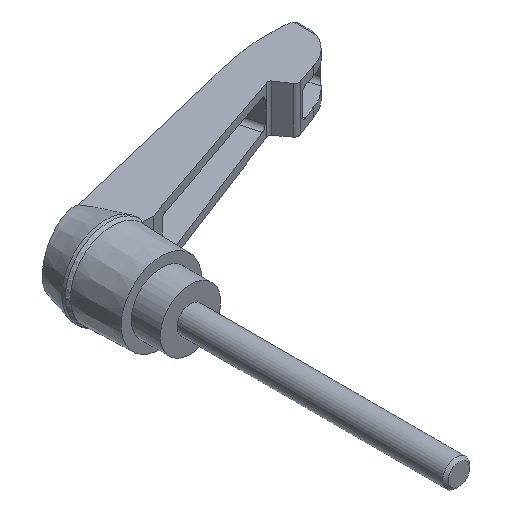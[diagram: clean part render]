
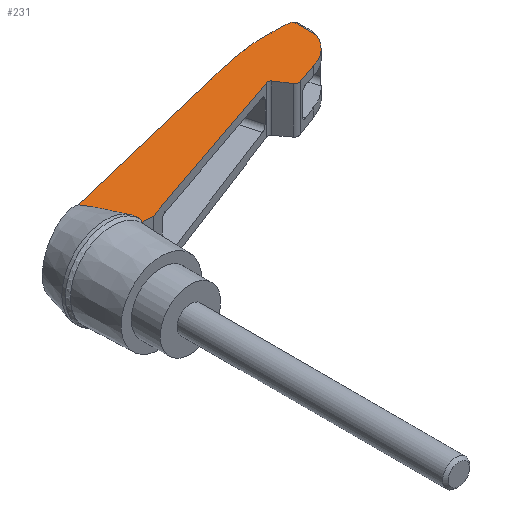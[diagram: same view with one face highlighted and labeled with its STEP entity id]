
A CAD part, isometric view. The second image highlights one B-rep face of the part: STEP entity #231.
In plain terms, the highlighted planar face has unit normal (0.034, 0, 0.999).
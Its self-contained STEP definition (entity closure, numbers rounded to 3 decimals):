
#231 = ADVANCED_FACE( '', ( #483 ), #484, .F. );
#483 = FACE_OUTER_BOUND( '', #749, .T. );
#484 = PLANE( '', #750 );
#749 = EDGE_LOOP( '', ( #1404, #1405, #1406, #1407, #1408, #1409, #1410, #1411, #1412, #1413, #1414, #1415, #1416, #1417, #1418, #1419 ) );
#750 = AXIS2_PLACEMENT_3D( '', #1420, #1421, #1422 );
#1404 = ORIENTED_EDGE( '', *, *, #1654, .F. );
#1405 = ORIENTED_EDGE( '', *, *, #1826, .T. );
#1406 = ORIENTED_EDGE( '', *, *, #1843, .F. );
#1407 = ORIENTED_EDGE( '', *, *, #1743, .F. );
#1408 = ORIENTED_EDGE( '', *, *, #1768, .T. );
#1409 = ORIENTED_EDGE( '', *, *, #1777, .F. );
#1410 = ORIENTED_EDGE( '', *, *, #1764, .F. );
#1411 = ORIENTED_EDGE( '', *, *, #1588, .F. );
#1412 = ORIENTED_EDGE( '', *, *, #1725, .F. );
#1413 = ORIENTED_EDGE( '', *, *, #1632, .F. );
#1414 = ORIENTED_EDGE( '', *, *, #1853, .F. );
#1415 = ORIENTED_EDGE( '', *, *, #1808, .F. );
#1416 = ORIENTED_EDGE( '', *, *, #1829, .F. );
#1417 = ORIENTED_EDGE( '', *, *, #1819, .F. );
#1418 = ORIENTED_EDGE( '', *, *, #1613, .F. );
#1419 = ORIENTED_EDGE( '', *, *, #1760, .F. );
#1420 = CARTESIAN_POINT( '', ( 0., 46.5, 6.943 ) );
#1421 = DIRECTION( '', ( -0.034, 0., -0.999 ) );
#1422 = DIRECTION( '', ( -0.999, 0., 0.034 ) );
#1588 = EDGE_CURVE( '', #1893, #1895, #1896, .T. );
#1613 = EDGE_CURVE( '', #1940, #1941, #1942, .T. );
#1632 = EDGE_CURVE( '', #1972, #1975, #1976, .T. );
#1654 = EDGE_CURVE( '', #2012, #2014, #2015, .T. );
#1725 = EDGE_CURVE( '', #1975, #1893, #2126, .T. );
#1743 = EDGE_CURVE( '', #2152, #2146, #2154, .T. );
#1760 = EDGE_CURVE( '', #2014, #1940, #2176, .T. );
#1764 = EDGE_CURVE( '', #1895, #2178, #2182, .T. );
#1768 = EDGE_CURVE( '', #2152, #2186, #2188, .T. );
#1777 = EDGE_CURVE( '', #2178, #2186, #2198, .T. );
#1808 = EDGE_CURVE( '', #2241, #2236, #2243, .T. );
#1819 = EDGE_CURVE( '', #1941, #2254, #2256, .T. );
#1826 = EDGE_CURVE( '', #2012, #2264, #2265, .T. );
#1829 = EDGE_CURVE( '', #2254, #2241, #2268, .T. );
#1843 = EDGE_CURVE( '', #2146, #2264, #2285, .T. );
#1853 = EDGE_CURVE( '', #2236, #1972, #2296, .T. );
#1893 = VERTEX_POINT( '', #2342 );
#1895 = VERTEX_POINT( '', #2345 );
#1896 = LINE( '', #2346, #2347 );
#1940 = VERTEX_POINT( '', #2405 );
#1941 = VERTEX_POINT( '', #2406 );
#1942 = LINE( '', #2407, #2408 );
#1972 = VERTEX_POINT( '', #2472 );
#1975 = VERTEX_POINT( '', #2484 );
#1976 = LINE( '', #2485, #2486 );
#2012 = VERTEX_POINT( '', #2556 );
#2014 = VERTEX_POINT( '', #2558 );
#2015 = LINE( '', #2559, #2560 );
#2126 = ELLIPSE( '', #2736, 10.006, 10. );
#2146 = VERTEX_POINT( '', #2762 );
#2152 = VERTEX_POINT( '', #2779 );
#2154 = LINE( '', #2782, #2783 );
#2176 = B_SPLINE_CURVE_WITH_KNOTS( '', 3, ( #2821, #2822, #2823, #2824, #2825, #2826, #2827, #2828, #2829, #2830, #2831, #2832 ), .UNSPECIFIED., .F., .F., ( 4, 2, 2, 2, 2, 4 ), ( 0., 0.002, 0.005, 0.007, 0.009, 0.01 ), .UNSPECIFIED. );
#2178 = VERTEX_POINT( '', #2834 );
#2182 = ELLIPSE( '', #2839, 1.001, 1. );
#2186 = VERTEX_POINT( '', #2843 );
#2188 = ELLIPSE( '', #2846, 0.7, 0.7 );
#2198 = LINE( '', #2860, #2861 );
#2236 = VERTEX_POINT( '', #2919 );
#2241 = VERTEX_POINT( '', #2925 );
#2243 = ELLIPSE( '', #2928, 35.02, 35. );
#2254 = VERTEX_POINT( '', #2947 );
#2256 = ELLIPSE( '', #2950, 141.08, 141. );
#2264 = VERTEX_POINT( '', #2961 );
#2265 = B_SPLINE_CURVE_WITH_KNOTS( '', 3, ( #2962, #2963, #2964, #2965, #2966, #2967 ), .UNSPECIFIED., .F., .F., ( 4, 2, 4 ), ( 0., 0.001, 0.001 ), .UNSPECIFIED. );
#2268 = ELLIPSE( '', #2970, 35.02, 35. );
#2285 = LINE( '', #2988, #2989 );
#2296 = ELLIPSE( '', #3006, 1.601, 1.6 );
#2342 = CARTESIAN_POINT( '', ( 57.9, 30.347, 4.99 ) );
#2345 = CARTESIAN_POINT( '', ( 53.088, 28.596, 5.152 ) );
#2346 = CARTESIAN_POINT( '', ( 52.951, 28.546, 5.156 ) );
#2347 = VECTOR( '', #3043, 1000. );
#2405 = CARTESIAN_POINT( '', ( 2.77, 27.859, 6.849 ) );
#2406 = CARTESIAN_POINT( '', ( 43.4, 38.746, 5.479 ) );
#2407 = CARTESIAN_POINT( '', ( 43.266, 38.71, 5.483 ) );
#2408 = VECTOR( '', #3076, 1000. );
#2472 = CARTESIAN_POINT( '', ( 64.324, 41.207, 4.773 ) );
#2484 = CARTESIAN_POINT( '', ( 64.324, 36.302, 4.773 ) );
#2485 = CARTESIAN_POINT( '', ( 64.324, 46.5, 4.773 ) );
#2486 = VECTOR( '', #3096, 1000. );
#2556 = CARTESIAN_POINT( '', ( 7.079, 18.24, 6.704 ) );
#2558 = CARTESIAN_POINT( '', ( 7.079, 19., 6.704 ) );
#2559 = CARTESIAN_POINT( '', ( 7.079, 55.578, 6.704 ) );
#2560 = VECTOR( '', #3123, 1000. );
#2736 = AXIS2_PLACEMENT_3D( '', #3226, #3227, #3228 );
#2762 = CARTESIAN_POINT( '', ( 9.2, 17.5, 6.633 ) );
#2779 = CARTESIAN_POINT( '', ( 49.14, 32.037, 5.285 ) );
#2782 = CARTESIAN_POINT( '', ( 9.107, 17.466, 6.636 ) );
#2783 = VECTOR( '', #3250, 1000. );
#2821 = CARTESIAN_POINT( '', ( 7.079, 19., 6.704 ) );
#2822 = CARTESIAN_POINT( '', ( 6.787, 19.77, 6.714 ) );
#2823 = CARTESIAN_POINT( '', ( 6.487, 20.537, 6.724 ) );
#2824 = CARTESIAN_POINT( '', ( 5.863, 22.061, 6.745 ) );
#2825 = CARTESIAN_POINT( '', ( 5.539, 22.819, 6.756 ) );
#2826 = CARTESIAN_POINT( '', ( 4.854, 24.317, 6.779 ) );
#2827 = CARTESIAN_POINT( '', ( 4.492, 25.057, 6.791 ) );
#2828 = CARTESIAN_POINT( '', ( 3.899, 26.141, 6.811 ) );
#2829 = CARTESIAN_POINT( '', ( 3.693, 26.497, 6.818 ) );
#2830 = CARTESIAN_POINT( '', ( 3.254, 27.194, 6.833 ) );
#2831 = CARTESIAN_POINT( '', ( 3.022, 27.535, 6.841 ) );
#2832 = CARTESIAN_POINT( '', ( 2.77, 27.859, 6.849 ) );
#2834 = CARTESIAN_POINT( '', ( 51.927, 28.962, 5.191 ) );
#2839 = AXIS2_PLACEMENT_3D( '', #3271, #3272, #3273 );
#2843 = CARTESIAN_POINT( '', ( 49.953, 31.781, 5.258 ) );
#2846 = AXIS2_PLACEMENT_3D( '', #3278, #3279, #3280 );
#2860 = CARTESIAN_POINT( '', ( 49.903, 31.852, 5.259 ) );
#2861 = VECTOR( '', #3288, 1000. );
#2919 = CARTESIAN_POINT( '', ( 63.6, 41.487, 4.797 ) );
#2925 = CARTESIAN_POINT( '', ( 59.7, 41.5, 4.929 ) );
#2928 = AXIS2_PLACEMENT_3D( '', #3323, #3324, #3325 );
#2947 = CARTESIAN_POINT( '', ( 53., 41., 5.155 ) );
#2950 = AXIS2_PLACEMENT_3D( '', #3337, #3338, #3339 );
#2961 = CARTESIAN_POINT( '', ( 6.456, 17.5, 6.725 ) );
#2962 = CARTESIAN_POINT( '', ( 7.079, 18.24, 6.704 ) );
#2963 = CARTESIAN_POINT( '', ( 7.06, 18.071, 6.705 ) );
#2964 = CARTESIAN_POINT( '', ( 6.979, 17.916, 6.707 ) );
#2965 = CARTESIAN_POINT( '', ( 6.752, 17.666, 6.715 ) );
#2966 = CARTESIAN_POINT( '', ( 6.61, 17.571, 6.72 ) );
#2967 = CARTESIAN_POINT( '', ( 6.456, 17.5, 6.725 ) );
#2970 = AXIS2_PLACEMENT_3D( '', #3346, #3347, #3348 );
#2988 = CARTESIAN_POINT( '', ( -0.095, 17.5, 6.946 ) );
#2989 = VECTOR( '', #3368, 1000. );
#3006 = AXIS2_PLACEMENT_3D( '', #3378, #3379, #3380 );
#3043 = DIRECTION( '', ( -0.939, -0.342, 0.032 ) );
#3076 = DIRECTION( '', ( 0.965, 0.259, -0.033 ) );
#3096 = DIRECTION( '', ( 0., -1., 0. ) );
#3123 = DIRECTION( '', ( 0., 1., 0. ) );
#3226 = CARTESIAN_POINT( '', ( 55., 39.917, 5.087 ) );
#3227 = DIRECTION( '', ( -0.034, 0., -0.999 ) );
#3228 = DIRECTION( '', ( 0.999, 0., -0.034 ) );
#3250 = DIRECTION( '', ( -0.939, -0.342, 0.032 ) );
#3271 = CARTESIAN_POINT( '', ( 52.746, 29.535, 5.163 ) );
#3272 = DIRECTION( '', ( -0.034, 0., -0.999 ) );
#3273 = DIRECTION( '', ( 0.999, 0., -0.034 ) );
#3278 = CARTESIAN_POINT( '', ( 49.38, 31.379, 5.277 ) );
#3279 = DIRECTION( '', ( -0.034, 0., -0.999 ) );
#3280 = DIRECTION( '', ( 0.999, 0., -0.034 ) );
#3288 = DIRECTION( '', ( -0.573, 0.819, 0.019 ) );
#3323 = CARTESIAN_POINT( '', ( 61.538, 6.548, 4.867 ) );
#3324 = DIRECTION( '', ( -0.034, 0., -0.999 ) );
#3325 = DIRECTION( '', ( 0.999, 0., -0.034 ) );
#3337 = CARTESIAN_POINT( '', ( 80.407, -97.311, 4.23 ) );
#3338 = DIRECTION( '', ( -0.034, 0., -0.999 ) );
#3339 = DIRECTION( '', ( 0.999, 0., -0.034 ) );
#3346 = CARTESIAN_POINT( '', ( 58.943, 6.508, 4.954 ) );
#3347 = DIRECTION( '', ( -0.034, 0., -0.999 ) );
#3348 = DIRECTION( '', ( 0.999, 0., -0.034 ) );
#3368 = DIRECTION( '', ( -0.999, 0., 0.034 ) );
#3378 = CARTESIAN_POINT( '', ( 63.4, 39.9, 4.804 ) );
#3379 = DIRECTION( '', ( -0.034, 0., -0.999 ) );
#3380 = DIRECTION( '', ( 0.999, 0., -0.034 ) );
